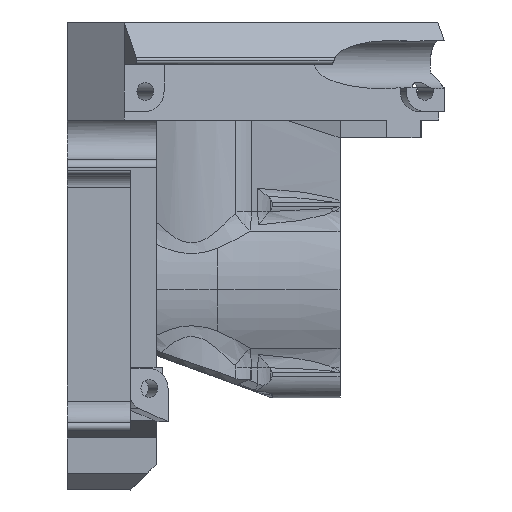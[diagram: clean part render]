
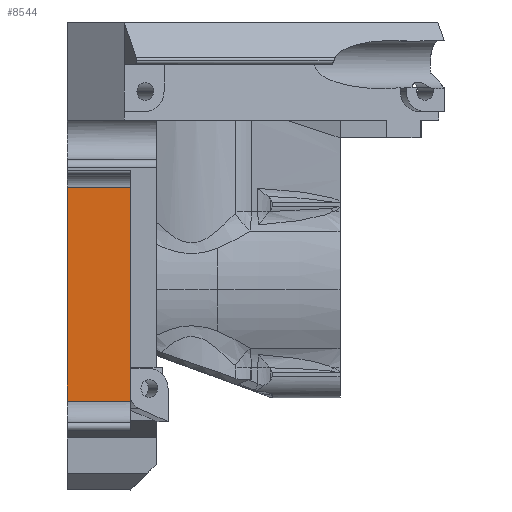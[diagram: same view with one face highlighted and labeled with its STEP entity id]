
A CAD part, left-side view. The second image highlights one B-rep face of the part: STEP entity #8544.
In plain terms, the highlighted planar face has unit normal (-1, 0, 0).
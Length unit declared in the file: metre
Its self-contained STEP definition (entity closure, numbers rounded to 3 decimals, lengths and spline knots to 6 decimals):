
#153=PLANE('',#9274);
#1024=LINE('',#16390,#1615);
#1128=LINE('',#16726,#1719);
#1140=LINE('',#16767,#1731);
#1141=LINE('',#16769,#1732);
#1615=VECTOR('',#10718,1.);
#1719=VECTOR('',#10986,1.);
#1731=VECTOR('',#11020,1.);
#1732=VECTOR('',#11023,1.);
#3686=ORIENTED_EDGE('',*,*,#5606,.F.);
#3687=ORIENTED_EDGE('',*,*,#5625,.F.);
#3688=ORIENTED_EDGE('',*,*,#5447,.T.);
#3689=ORIENTED_EDGE('',*,*,#5626,.T.);
#5447=EDGE_CURVE('',#6556,#6555,#1024,.T.);
#5606=EDGE_CURVE('',#6671,#6672,#1128,.T.);
#5625=EDGE_CURVE('',#6556,#6671,#1140,.T.);
#5626=EDGE_CURVE('',#6555,#6672,#1141,.T.);
#6555=VERTEX_POINT('',#16389);
#6556=VERTEX_POINT('',#16391);
#6671=VERTEX_POINT('',#16727);
#6672=VERTEX_POINT('',#16728);
#7386=EDGE_LOOP('',(#3686,#3687,#3688,#3689));
#7880=FACE_BOUND('',#7386,.T.);
#8544=ADVANCED_FACE('',(#7880),#153,.T.);
#9274=AXIS2_PLACEMENT_3D('',#16768,#11021,#11022);
#10718=DIRECTION('',(0.,0.,-1.));
#10986=DIRECTION('',(0.,0.,-1.));
#11020=DIRECTION('',(0.,-1.,0.));
#11021=DIRECTION('',(-1.,0.,0.));
#11022=DIRECTION('',(0.,-1.,0.));
#11023=DIRECTION('',(0.,-1.,0.));
#16389=CARTESIAN_POINT('',(0.213449,0.163965,0.100088));
#16390=CARTESIAN_POINT('',(0.213449,0.163965,0.125888));
#16391=CARTESIAN_POINT('',(0.213449,0.163965,0.125288));
#16726=CARTESIAN_POINT('',(0.213449,0.156465,0.111434));
#16727=CARTESIAN_POINT('',(0.213449,0.156465,0.125288));
#16728=CARTESIAN_POINT('',(0.213449,0.156465,0.100088));
#16767=CARTESIAN_POINT('',(0.213449,0.181465,0.125288));
#16768=CARTESIAN_POINT('',(0.213449,0.181465,0.125888));
#16769=CARTESIAN_POINT('',(0.213449,0.182965,0.100088));
